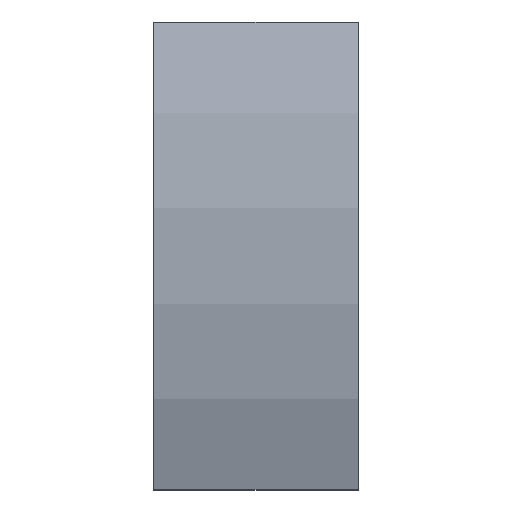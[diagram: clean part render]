
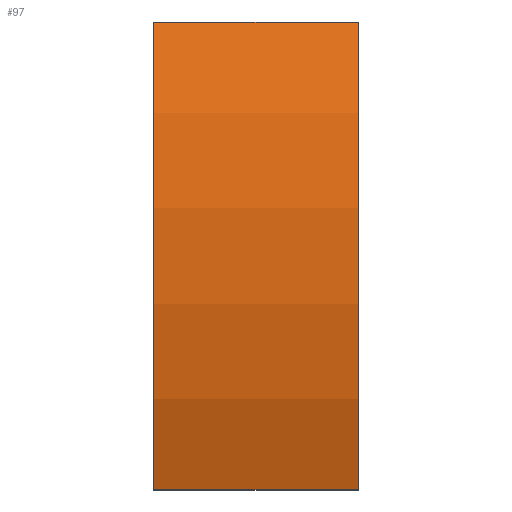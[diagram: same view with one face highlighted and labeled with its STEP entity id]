
A CAD part, front view. The second image highlights one B-rep face of the part: STEP entity #97.
In plain terms, the highlighted cylindrical face has radius 110 mm (diameter 220 mm), a partial arc.
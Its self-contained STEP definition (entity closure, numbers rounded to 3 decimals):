
#3 = DIRECTION ( 'NONE',  ( -1., 0., 0. ) ) ;
#29 = CARTESIAN_POINT ( 'NONE',  ( 35., -102.47, -40. ) ) ;
#35 = DIRECTION ( 'NONE',  ( 1., 0., 0. ) ) ;
#44 = CARTESIAN_POINT ( 'NONE',  ( 35., -102.47, 40. ) ) ;
#49 = CARTESIAN_POINT ( 'NONE',  ( 35., -102.47, -40. ) ) ;
#55 = EDGE_CURVE ( 'NONE', #331, #218, #71, .T. ) ;
#56 = ORIENTED_EDGE ( 'NONE', *, *, #314, .T. ) ;
#59 = VERTEX_POINT ( 'NONE', #336 ) ;
#71 = LINE ( 'NONE', #44, #130 ) ;
#86 = CIRCLE ( 'NONE', #207, 110. ) ;
#89 = DIRECTION ( 'NONE',  ( -1., 0., 0. ) ) ;
#90 = DIRECTION ( 'NONE',  ( 0., 0., -1. ) ) ;
#97 = ADVANCED_FACE ( 'NONE', ( #178 ), #254, .T. ) ;
#116 = VERTEX_POINT ( 'NONE', #49 ) ;
#121 = DIRECTION ( 'NONE',  ( -1., 0., 0. ) ) ;
#123 = LINE ( 'NONE', #29, #140 ) ;
#129 = AXIS2_PLACEMENT_3D ( 'NONE', #286, #284, #90 ) ;
#130 = VECTOR ( 'NONE', #121, 1000. ) ;
#139 = DIRECTION ( 'NONE',  ( 0., 0., -1. ) ) ;
#140 = VECTOR ( 'NONE', #3, 1000. ) ;
#155 = EDGE_CURVE ( 'NONE', #116, #59, #123, .T. ) ;
#162 = ORIENTED_EDGE ( 'NONE', *, *, #338, .F. ) ;
#167 = CARTESIAN_POINT ( 'NONE',  ( 0., -102.47, 40. ) ) ;
#178 = FACE_OUTER_BOUND ( 'NONE', #208, .T. ) ;
#191 = ORIENTED_EDGE ( 'NONE', *, *, #55, .T. ) ;
#201 = AXIS2_PLACEMENT_3D ( 'NONE', #315, #89, #226 ) ;
#207 = AXIS2_PLACEMENT_3D ( 'NONE', #222, #35, #139 ) ;
#208 = EDGE_LOOP ( 'NONE', ( #56, #267, #162, #191 ) ) ;
#218 = VERTEX_POINT ( 'NONE', #167 ) ;
#222 = CARTESIAN_POINT ( 'NONE',  ( 0., 0., 0. ) ) ;
#226 = DIRECTION ( 'NONE',  ( 0., 0., 1. ) ) ;
#230 = CARTESIAN_POINT ( 'NONE',  ( 35., -102.47, 40. ) ) ;
#254 = CYLINDRICAL_SURFACE ( 'NONE', #201, 110. ) ;
#267 = ORIENTED_EDGE ( 'NONE', *, *, #155, .F. ) ;
#284 = DIRECTION ( 'NONE',  ( 1., 0., 0. ) ) ;
#286 = CARTESIAN_POINT ( 'NONE',  ( 35., 0., 0. ) ) ;
#314 = EDGE_CURVE ( 'NONE', #218, #59, #86, .T. ) ;
#315 = CARTESIAN_POINT ( 'NONE',  ( 35., 0., 0. ) ) ;
#331 = VERTEX_POINT ( 'NONE', #230 ) ;
#334 = CIRCLE ( 'NONE', #129, 110. ) ;
#336 = CARTESIAN_POINT ( 'NONE',  ( 0., -102.47, -40. ) ) ;
#338 = EDGE_CURVE ( 'NONE', #331, #116, #334, .T. ) ;
